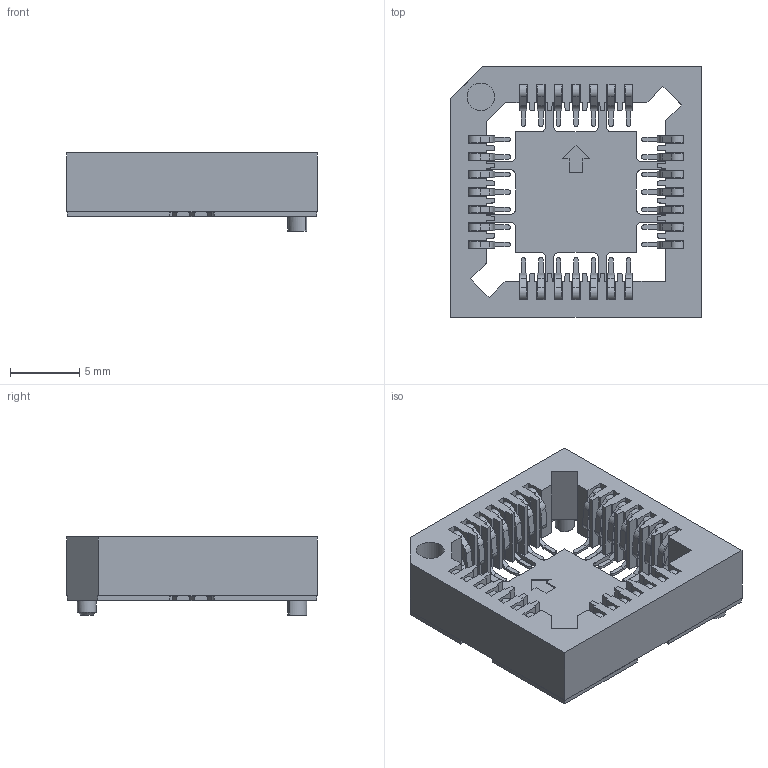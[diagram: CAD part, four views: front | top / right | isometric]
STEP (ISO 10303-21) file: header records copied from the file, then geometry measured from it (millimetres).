
FILE_DESCRIPTION(/* description */ (''),/* implementation_level */ '2;1');
FILE_NAME(/* name */ 'E-TEC_PLS-028-H105-00.stp',/* time_stamp */ '2016-05-20T13:35:35+02:00',/* author */ ('riccim'),/* organization */ ('SolidWorks'),/* preprocessor_version */ 'ST-DEVELOPER v15.5',/* originating_system */ 'AutoCAD Mechanical',/* authorisation */ ' ');
FILE_SCHEMA (('AUTOMOTIVE_DESIGN { 1 0 10303 214 3 1 1 }'));
Length unit declared in the file: millimetre
Products named in the file (1): Product
Bounding box: 18.14 x 18.14 x 5.65 mm (x, y, z)
Volume: 664.6 mm3; surface area: 1986.6 mm2
Topology: 29 solids, 29 shells, 1596 faces, 4580 edges, 3045 vertices
Faces by surface type: plane 1211, cylinder 384, cone 1
Full cylindrical faces by diameter (mm): 1.36 x1, 2 x1
Entity records: 51947 total; most frequent: CARTESIAN_POINT 9217, ORIENTED_EDGE 9152, DIRECTION 8654, EDGE_CURVE 4576, LINE 3692, VECTOR 3692, VERTEX_POINT 3044, AXIS2_PLACEMENT_3D 2481
